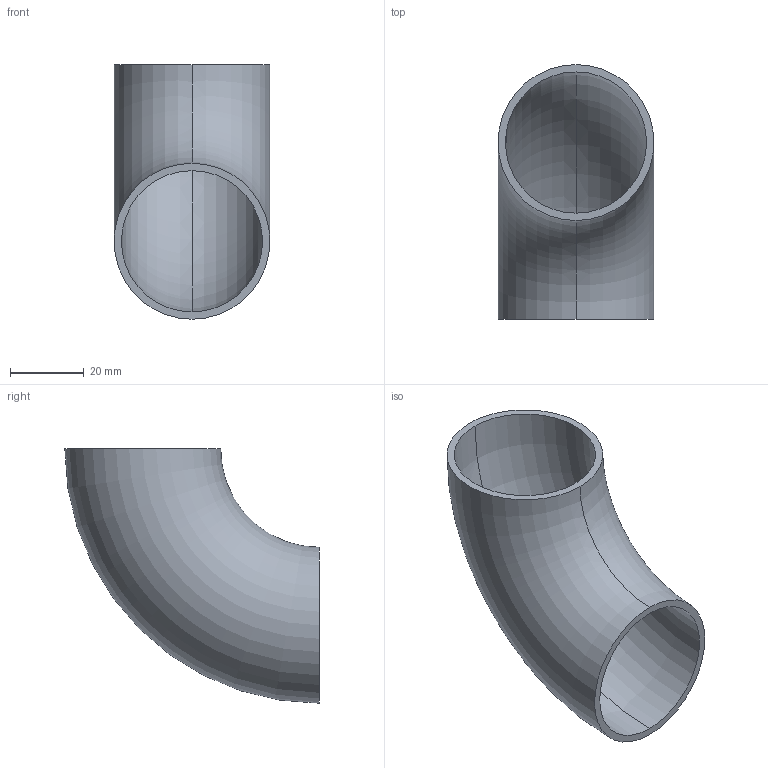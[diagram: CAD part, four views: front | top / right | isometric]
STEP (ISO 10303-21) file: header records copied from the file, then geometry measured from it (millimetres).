
FILE_DESCRIPTION (( 'STEP AP203' ), '1' );
FILE_NAME ('55190-V4A.step', '2018-12-17T10:22:03', ( '' ), ( '' ), 'SwSTEP 2.0', 'SolidWorks 2015', '' );
FILE_SCHEMA (( 'CONFIG_CONTROL_DESIGN' ));
Length unit declared in the file: millimetre
Products named in the file (1): 55190-V4A
Bounding box: 42.4 x 69.2 x 69.2 mm (x, y, z)
Volume: 19138.6 mm3; surface area: 19656.2 mm2
Topology: 1 solids, 1 shells, 222 faces, 588 edges, 392 vertices
Faces by surface type: plane 112, bspline 82, torus 28
Entity records: 10657 total; most frequent: CARTESIAN_POINT 6049, ORIENTED_EDGE 1176, EDGE_CURVE 588, DIRECTION 498, VERTEX_POINT 392, B_SPLINE_CURVE_WITH_KNOTS 384, EDGE_LOOP 248, FACE_OUTER_BOUND 222
